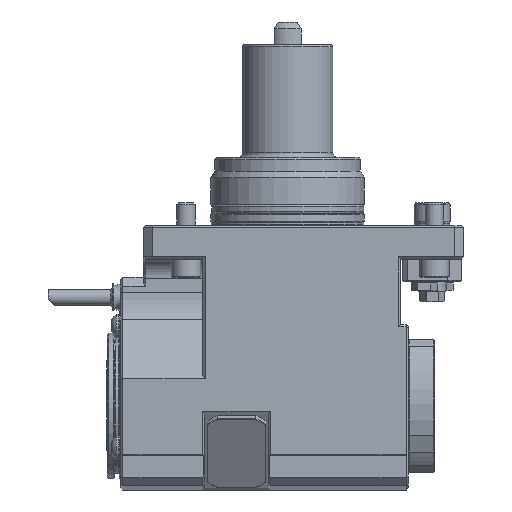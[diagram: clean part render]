
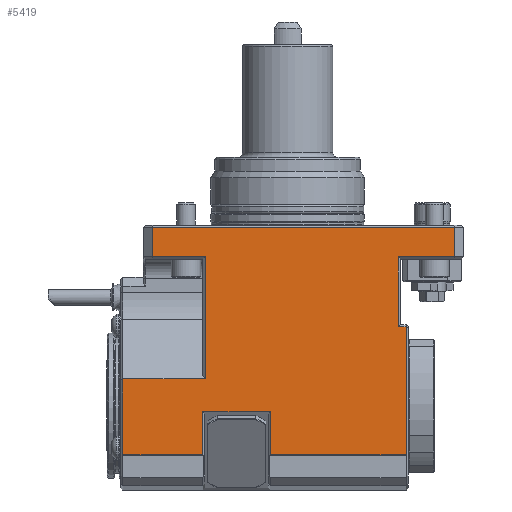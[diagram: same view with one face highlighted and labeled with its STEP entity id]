
A CAD part, front view. The second image highlights one B-rep face of the part: STEP entity #5419.
In plain terms, the highlighted planar face has unit normal (0, -1, 0).
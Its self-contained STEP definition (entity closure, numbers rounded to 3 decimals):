
#175=LINE('',#8430,#615);
#186=LINE('',#8458,#626);
#216=LINE('',#8548,#656);
#228=LINE('',#8573,#668);
#232=LINE('',#8585,#672);
#235=LINE('',#8591,#675);
#252=LINE('',#8637,#692);
#257=LINE('',#8647,#697);
#268=LINE('',#8679,#708);
#269=LINE('',#8681,#709);
#274=LINE('',#8691,#714);
#301=LINE('',#8749,#741);
#304=LINE('',#8755,#744);
#307=LINE('',#8761,#747);
#315=LINE('',#8777,#755);
#316=LINE('',#8779,#756);
#615=VECTOR('',#6569,1000.);
#626=VECTOR('',#6596,1000.);
#656=VECTOR('',#6692,1000.);
#668=VECTOR('',#6716,1000.);
#672=VECTOR('',#6732,1000.);
#675=VECTOR('',#6737,1000.);
#692=VECTOR('',#6784,1000.);
#697=VECTOR('',#6791,1000.);
#708=VECTOR('',#6826,1000.);
#709=VECTOR('',#6829,1000.);
#714=VECTOR('',#6838,1000.);
#741=VECTOR('',#6889,1000.);
#744=VECTOR('',#6894,1000.);
#747=VECTOR('',#6899,1000.);
#755=VECTOR('',#6915,1000.);
#756=VECTOR('',#6918,1000.);
#1780=ORIENTED_EDGE('',*,*,#2974,.F.);
#1781=ORIENTED_EDGE('',*,*,#2985,.T.);
#1782=ORIENTED_EDGE('',*,*,#2986,.F.);
#1783=ORIENTED_EDGE('',*,*,#2977,.T.);
#1784=ORIENTED_EDGE('',*,*,#2971,.F.);
#1785=ORIENTED_EDGE('',*,*,#2942,.T.);
#1786=ORIENTED_EDGE('',*,*,#2937,.T.);
#1787=ORIENTED_EDGE('',*,*,#2936,.T.);
#1788=ORIENTED_EDGE('',*,*,#2920,.T.);
#1789=ORIENTED_EDGE('',*,*,#2915,.T.);
#1790=ORIENTED_EDGE('',*,*,#2892,.T.);
#1791=ORIENTED_EDGE('',*,*,#2889,.T.);
#1792=ORIENTED_EDGE('',*,*,#2883,.T.);
#1793=ORIENTED_EDGE('',*,*,#2870,.T.);
#1794=ORIENTED_EDGE('',*,*,#2810,.T.);
#1795=ORIENTED_EDGE('',*,*,#2824,.T.);
#2810=EDGE_CURVE('',#3504,#3503,#175,.T.);
#2824=EDGE_CURVE('',#3503,#3512,#186,.T.);
#2870=EDGE_CURVE('',#3540,#3504,#216,.T.);
#2883=EDGE_CURVE('',#3546,#3540,#228,.T.);
#2889=EDGE_CURVE('',#3549,#3546,#232,.T.);
#2892=EDGE_CURVE('',#3551,#3549,#235,.T.);
#2915=EDGE_CURVE('',#3565,#3551,#252,.T.);
#2920=EDGE_CURVE('',#3566,#3565,#257,.T.);
#2936=EDGE_CURVE('',#3577,#3566,#268,.T.);
#2937=EDGE_CURVE('',#3578,#3577,#269,.T.);
#2942=EDGE_CURVE('',#3581,#3578,#274,.T.);
#2971=EDGE_CURVE('',#3581,#3600,#301,.T.);
#2974=EDGE_CURVE('',#3601,#3512,#304,.T.);
#2977=EDGE_CURVE('',#3603,#3600,#307,.T.);
#2985=EDGE_CURVE('',#3601,#3607,#315,.T.);
#2986=EDGE_CURVE('',#3603,#3607,#316,.T.);
#3503=VERTEX_POINT('',#8429);
#3504=VERTEX_POINT('',#8431);
#3512=VERTEX_POINT('',#8457);
#3540=VERTEX_POINT('',#8549);
#3546=VERTEX_POINT('',#8569);
#3549=VERTEX_POINT('',#8586);
#3551=VERTEX_POINT('',#8592);
#3565=VERTEX_POINT('',#8638);
#3566=VERTEX_POINT('',#8642);
#3577=VERTEX_POINT('',#8678);
#3578=VERTEX_POINT('',#8682);
#3581=VERTEX_POINT('',#8692);
#3600=VERTEX_POINT('',#8750);
#3601=VERTEX_POINT('',#8754);
#3603=VERTEX_POINT('',#8759);
#3607=VERTEX_POINT('',#8776);
#4238=EDGE_LOOP('',(#1780,#1781,#1782,#1783,#1784,#1785,#1786,#1787,#1788,
#1789,#1790,#1791,#1792,#1793,#1794,#1795));
#4724=FACE_BOUND('',#4238,.T.);
#5170=PLANE('',#5862);
#5419=ADVANCED_FACE('',(#4724),#5170,.F.);
#5862=AXIS2_PLACEMENT_3D('',#8778,#6916,#6917);
#6569=DIRECTION('',(-1.,0.,0.));
#6596=DIRECTION('',(0.,0.,-1.));
#6692=DIRECTION('',(0.,0.,-1.));
#6716=DIRECTION('',(1.,0.,0.));
#6732=DIRECTION('',(0.,0.,-1.));
#6737=DIRECTION('',(-1.,0.,0.));
#6784=DIRECTION('',(0.,0.,1.));
#6791=DIRECTION('',(1.,0.,0.));
#6826=DIRECTION('',(0.,0.,1.));
#6829=DIRECTION('',(-1.,0.,0.));
#6838=DIRECTION('',(0.,0.,1.));
#6889=DIRECTION('',(-1.,0.,0.));
#6894=DIRECTION('',(-1.,0.,0.));
#6899=DIRECTION('',(0.,0.,-1.));
#6915=DIRECTION('',(0.,0.,1.));
#6916=DIRECTION('',(0.,1.,0.));
#6917=DIRECTION('',(-1.,0.,0.));
#6918=DIRECTION('',(-1.,0.,0.));
#8429=CARTESIAN_POINT('',(-73.,-42.,-68.055));
#8430=CARTESIAN_POINT('',(53.5,-42.,-68.055));
#8431=CARTESIAN_POINT('',(-36.5,-42.,-68.055));
#8457=CARTESIAN_POINT('',(-73.,-42.,-101.7));
#8458=CARTESIAN_POINT('',(-73.,-42.,-117.3));
#8548=CARTESIAN_POINT('',(-36.5,-42.,-117.3));
#8549=CARTESIAN_POINT('',(-36.5,-42.,-14.));
#8569=CARTESIAN_POINT('',(-60.,-42.,-14.));
#8573=CARTESIAN_POINT('',(53.5,-42.,-14.));
#8585=CARTESIAN_POINT('',(-60.,-42.,-117.3));
#8586=CARTESIAN_POINT('',(-60.,-42.,-1.));
#8591=CARTESIAN_POINT('',(53.5,-42.,-1.));
#8592=CARTESIAN_POINT('',(74.,-42.,-1.));
#8637=CARTESIAN_POINT('',(74.,-42.,-117.3));
#8638=CARTESIAN_POINT('',(74.,-42.,-14.));
#8642=CARTESIAN_POINT('',(49.,-42.,-14.));
#8647=CARTESIAN_POINT('',(53.5,-42.,-14.));
#8678=CARTESIAN_POINT('',(49.,-42.,-45.));
#8679=CARTESIAN_POINT('',(49.,-42.,-117.3));
#8681=CARTESIAN_POINT('',(53.5,-42.,-45.));
#8682=CARTESIAN_POINT('',(52.5,-42.,-45.));
#8691=CARTESIAN_POINT('',(52.5,-42.,-117.3));
#8692=CARTESIAN_POINT('',(52.5,-42.,-101.7));
#8749=CARTESIAN_POINT('',(180.,-42.,-101.7));
#8750=CARTESIAN_POINT('',(-7.6,-42.,-101.7));
#8754=CARTESIAN_POINT('',(-37.6,-42.,-101.7));
#8755=CARTESIAN_POINT('',(180.,-42.,-101.7));
#8759=CARTESIAN_POINT('',(-7.6,-42.,-82.608));
#8761=CARTESIAN_POINT('',(-7.6,-42.,-117.3));
#8776=CARTESIAN_POINT('',(-37.6,-42.,-82.608));
#8777=CARTESIAN_POINT('',(-37.6,-42.,-82.608));
#8778=CARTESIAN_POINT('',(53.5,-42.,-117.3));
#8779=CARTESIAN_POINT('',(-8.6,-42.,-82.608));
